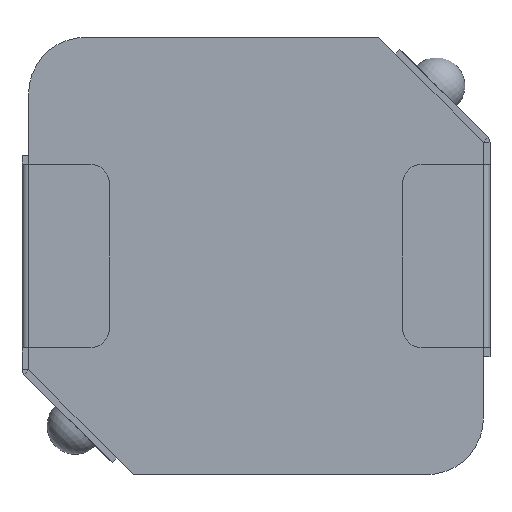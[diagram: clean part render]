
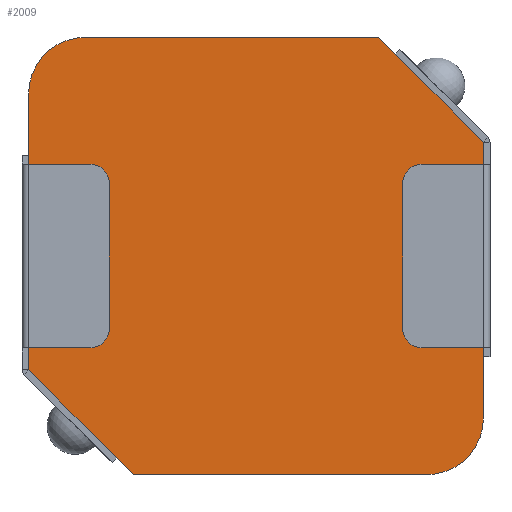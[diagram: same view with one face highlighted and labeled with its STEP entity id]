
A CAD part, front view. The second image highlights one B-rep face of the part: STEP entity #2009.
In plain terms, the highlighted planar face has unit normal (0, -1, 0).
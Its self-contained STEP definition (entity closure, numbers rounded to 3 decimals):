
#53 = CARTESIAN_POINT ( 'NONE',  ( 2.8, 0.15, 5. ) ) ;
#64 = CARTESIAN_POINT ( 'NONE',  ( -2.8, 0.15, -5. ) ) ;
#154 = CARTESIAN_POINT ( 'NONE',  ( 3.9, 0.15, -3.7 ) ) ;
#256 = VECTOR ( 'NONE', #2028, 1000. ) ;
#285 = VERTEX_POINT ( 'NONE', #862 ) ;
#318 = CIRCLE ( 'NONE', #2636, 1.3 ) ;
#326 = DIRECTION ( 'NONE',  ( 0.707, 0., -0.707 ) ) ;
#375 = DIRECTION ( 'NONE',  ( 0., 0., 1. ) ) ;
#432 = CARTESIAN_POINT ( 'NONE',  ( -2.8, 0.15, -5. ) ) ;
#469 = VECTOR ( 'NONE', #326, 1000. ) ;
#474 = CARTESIAN_POINT ( 'NONE',  ( -5.2, 0.15, 3.7 ) ) ;
#485 = VERTEX_POINT ( 'NONE', #1844 ) ;
#525 = ORIENTED_EDGE ( 'NONE', *, *, #710, .T. ) ;
#540 = VECTOR ( 'NONE', #2650, 1000. ) ;
#552 = EDGE_CURVE ( 'NONE', #2510, #1170, #1403, .T. ) ;
#597 = DIRECTION ( 'NONE',  ( 0., 0., 1. ) ) ;
#637 = DIRECTION ( 'NONE',  ( 0., 0., 1. ) ) ;
#710 = EDGE_CURVE ( 'NONE', #1170, #843, #318, .T. ) ;
#730 = FACE_OUTER_BOUND ( 'NONE', #2685, .T. ) ;
#731 = DIRECTION ( 'NONE',  ( 1., 0., 0. ) ) ;
#771 = VERTEX_POINT ( 'NONE', #432 ) ;
#843 = VERTEX_POINT ( 'NONE', #474 ) ;
#862 = CARTESIAN_POINT ( 'NONE',  ( 5.2, 0.15, 2.6 ) ) ;
#993 = CARTESIAN_POINT ( 'NONE',  ( 2.8, 0.15, 5. ) ) ;
#1030 = CARTESIAN_POINT ( 'NONE',  ( -5.2, 0.15, -2.6 ) ) ;
#1063 = CARTESIAN_POINT ( 'NONE',  ( 0., 0.15, 0. ) ) ;
#1124 = ORIENTED_EDGE ( 'NONE', *, *, #3117, .T. ) ;
#1148 = CARTESIAN_POINT ( 'NONE',  ( 5.2, 0.15, 2.6 ) ) ;
#1170 = VERTEX_POINT ( 'NONE', #1450 ) ;
#1314 = LINE ( 'NONE', #64, #469 ) ;
#1339 = DIRECTION ( 'NONE',  ( -1., 0., 0. ) ) ;
#1353 = EDGE_CURVE ( 'NONE', #2917, #771, #1314, .T. ) ;
#1359 = DIRECTION ( 'NONE',  ( 0., 0., 1. ) ) ;
#1403 = LINE ( 'NONE', #3125, #2461 ) ;
#1450 = CARTESIAN_POINT ( 'NONE',  ( -3.9, 0.15, 5. ) ) ;
#1546 = CARTESIAN_POINT ( 'NONE',  ( 3.9, 0.15, -5. ) ) ;
#1658 = ORIENTED_EDGE ( 'NONE', *, *, #2910, .T. ) ;
#1697 = AXIS2_PLACEMENT_3D ( 'NONE', #154, #2158, #637 ) ;
#1844 = CARTESIAN_POINT ( 'NONE',  ( 3.9, 0.15, -5. ) ) ;
#1853 = PLANE ( 'NONE',  #2235 ) ;
#1928 = LINE ( 'NONE', #993, #256 ) ;
#1954 = ORIENTED_EDGE ( 'NONE', *, *, #2713, .T. ) ;
#2009 = ADVANCED_FACE ( 'NONE', ( #730 ), #1853, .F. ) ;
#2028 = DIRECTION ( 'NONE',  ( -0.707, 0., 0.707 ) ) ;
#2046 = LINE ( 'NONE', #3178, #540 ) ;
#2158 = DIRECTION ( 'NONE',  ( 0., -1., 0. ) ) ;
#2235 = AXIS2_PLACEMENT_3D ( 'NONE', #1063, #2342, #1359 ) ;
#2238 = VECTOR ( 'NONE', #375, 1000. ) ;
#2342 = DIRECTION ( 'NONE',  ( 0., 1., 0. ) ) ;
#2461 = VECTOR ( 'NONE', #1339, 1000. ) ;
#2510 = VERTEX_POINT ( 'NONE', #53 ) ;
#2636 = AXIS2_PLACEMENT_3D ( 'NONE', #2918, #3166, #597 ) ;
#2650 = DIRECTION ( 'NONE',  ( 0., 0., -1. ) ) ;
#2685 = EDGE_LOOP ( 'NONE', ( #525, #1954, #2836, #1658, #1124, #3091, #2808, #2717 ) ) ;
#2692 = CARTESIAN_POINT ( 'NONE',  ( 5.2, 0.15, -3.7 ) ) ;
#2708 = EDGE_CURVE ( 'NONE', #2709, #285, #2922, .T. ) ;
#2709 = VERTEX_POINT ( 'NONE', #2692 ) ;
#2713 = EDGE_CURVE ( 'NONE', #843, #2917, #2046, .T. ) ;
#2717 = ORIENTED_EDGE ( 'NONE', *, *, #552, .T. ) ;
#2808 = ORIENTED_EDGE ( 'NONE', *, *, #3008, .T. ) ;
#2836 = ORIENTED_EDGE ( 'NONE', *, *, #1353, .T. ) ;
#2839 = CIRCLE ( 'NONE', #1697, 1.3 ) ;
#2878 = LINE ( 'NONE', #1546, #3114 ) ;
#2910 = EDGE_CURVE ( 'NONE', #771, #485, #2878, .T. ) ;
#2917 = VERTEX_POINT ( 'NONE', #1030 ) ;
#2918 = CARTESIAN_POINT ( 'NONE',  ( -3.9, 0.15, 3.7 ) ) ;
#2922 = LINE ( 'NONE', #1148, #2238 ) ;
#3008 = EDGE_CURVE ( 'NONE', #285, #2510, #1928, .T. ) ;
#3091 = ORIENTED_EDGE ( 'NONE', *, *, #2708, .T. ) ;
#3114 = VECTOR ( 'NONE', #731, 1000. ) ;
#3117 = EDGE_CURVE ( 'NONE', #485, #2709, #2839, .T. ) ;
#3125 = CARTESIAN_POINT ( 'NONE',  ( -3.9, 0.15, 5. ) ) ;
#3166 = DIRECTION ( 'NONE',  ( 0., -1., 0. ) ) ;
#3178 = CARTESIAN_POINT ( 'NONE',  ( -5.2, 0.15, -2.6 ) ) ;
